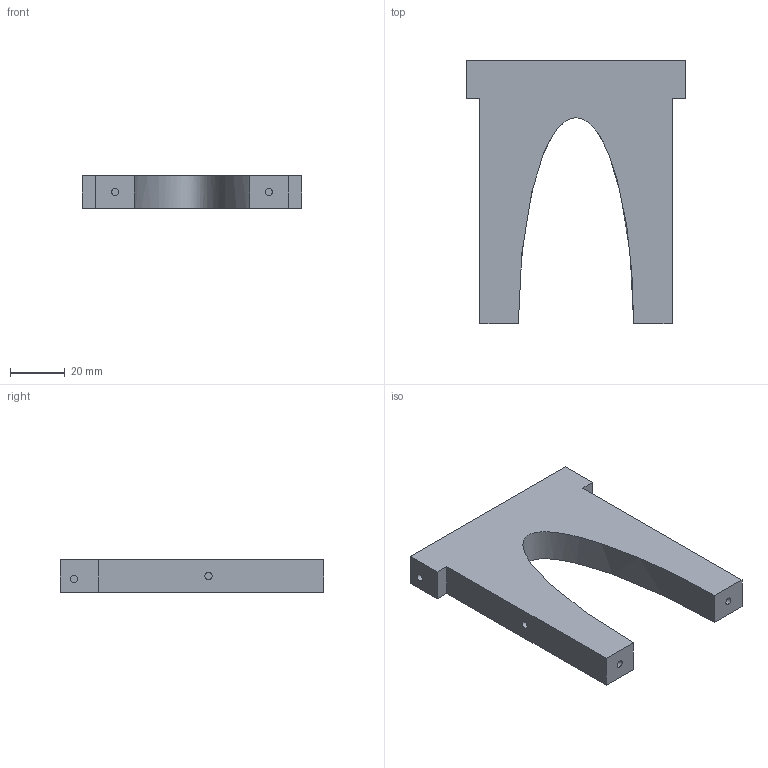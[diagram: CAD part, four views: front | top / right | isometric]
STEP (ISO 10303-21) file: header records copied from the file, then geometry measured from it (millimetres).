
FILE_DESCRIPTION(/* description */ (''),/* implementation_level */ '2;1');
FILE_NAME(/* name */ 'Camera_Body_Blank.stp',/* time_stamp */ '2020-07-21T14:45:59-04:00',/* author */ ('Jcurr'),/* organization */ (''),/* preprocessor_version */ 'ST-DEVELOPER v17',/* originating_system */ 'Autodesk Inventor 2019',/* authorisation */ '');
FILE_SCHEMA (('AUTOMOTIVE_DESIGN { 1 0 10303 214 3 1 1 }'));
Length unit declared in the file: millimetre
Products named in the file (1): Camera_Body_Blank2
Bounding box: 80 x 96 x 12 mm (x, y, z)
Volume: 52287.6 mm3; surface area: 14974.6 mm2
Topology: 1 solids, 1 shells, 22 faces, 68 edges, 64 vertices
Faces by surface type: plane 16, cylinder 5, bspline 1
Full cylindrical faces by diameter (mm): 2.621 x5
Entity records: 792 total; most frequent: CARTESIAN_POINT 151, DIRECTION 125, ORIENTED_EDGE 110, EDGE_CURVE 55, AXIS2_PLACEMENT_3D 46, VERTEX_POINT 40, LINE 33, VECTOR 33
